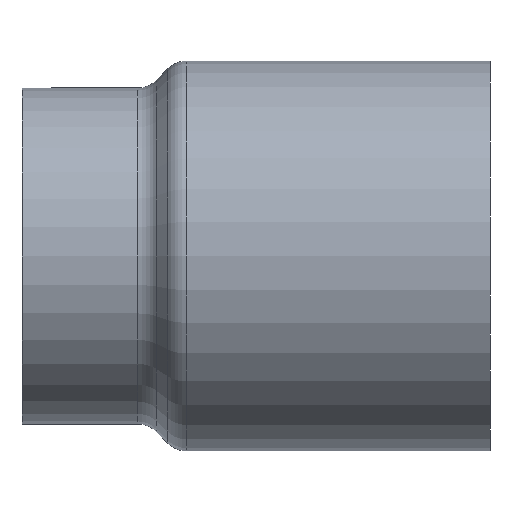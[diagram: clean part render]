
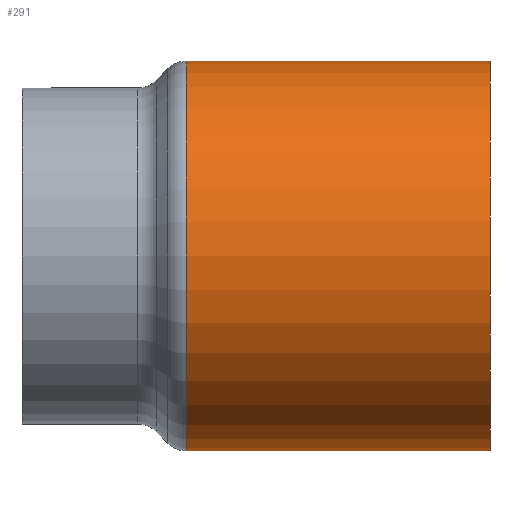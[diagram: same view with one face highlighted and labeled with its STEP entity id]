
A CAD part, left-side view. The second image highlights one B-rep face of the part: STEP entity #291.
In plain terms, the highlighted cylindrical face has radius 16.25 mm (diameter 32.5 mm), a partial arc.
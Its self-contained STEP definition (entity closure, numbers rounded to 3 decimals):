
#199 = VERTEX_POINT ( 'NONE', #412 ) ;
#200 = EDGE_CURVE ( 'NONE', #269, #199, #411, .T. ) ;
#206 = EDGE_CURVE ( 'NONE', #244, #214, #392, .T. ) ;
#214 = VERTEX_POINT ( 'NONE', #662 ) ;
#234 = EDGE_CURVE ( 'NONE', #269, #244, #661, .T. ) ;
#235 = ORIENTED_EDGE ( 'NONE', *, *, #200, .F. ) ;
#236 = ORIENTED_EDGE ( 'NONE', *, *, #237, .F. ) ;
#237 = EDGE_CURVE ( 'NONE', #199, #214, #656, .T. ) ;
#244 = VERTEX_POINT ( 'NONE', #652 ) ;
#269 = VERTEX_POINT ( 'NONE', #750 ) ;
#273 = ORIENTED_EDGE ( 'NONE', *, *, #234, .T. ) ;
#283 = ORIENTED_EDGE ( 'NONE', *, *, #206, .T. ) ;
#290 = EDGE_LOOP ( 'NONE', ( #235, #273, #283, #236 ) ) ;
#291 = ADVANCED_FACE ( 'NONE', ( #338 ), #340, .T. ) ;
#323 = DIRECTION ( 'NONE',  ( 0., -1., 0. ) ) ;
#324 = DIRECTION ( 'NONE',  ( 0., 0., -1. ) ) ;
#330 = CARTESIAN_POINT ( 'NONE',  ( 0., 0., 0. ) ) ;
#331 = AXIS2_PLACEMENT_3D ( 'NONE', #330, #323, #324 ) ;
#338 = FACE_OUTER_BOUND ( 'NONE', #290, .T. ) ;
#340 = CYLINDRICAL_SURFACE ( 'NONE', #331, 16.25 ) ;
#389 = DIRECTION ( 'NONE',  ( 0., -1., 0. ) ) ;
#390 = VECTOR ( 'NONE', #389, 1000. ) ;
#391 = CARTESIAN_POINT ( 'NONE',  ( 0., 0., -16.25 ) ) ;
#392 = LINE ( 'NONE', #391, #390 ) ;
#408 = DIRECTION ( 'NONE',  ( 0., -1., 0. ) ) ;
#409 = VECTOR ( 'NONE', #408, 1000. ) ;
#410 = CARTESIAN_POINT ( 'NONE',  ( 0., 0., 16.25 ) ) ;
#411 = LINE ( 'NONE', #410, #409 ) ;
#412 = CARTESIAN_POINT ( 'NONE',  ( 0., 0., 16.25 ) ) ;
#652 = CARTESIAN_POINT ( 'NONE',  ( 0., 25.303, -16.25 ) ) ;
#656 = CIRCLE ( 'NONE', #681, 16.25 ) ;
#657 = DIRECTION ( 'NONE',  ( 0., 0., 1. ) ) ;
#658 = DIRECTION ( 'NONE',  ( 0., -1., 0. ) ) ;
#659 = CARTESIAN_POINT ( 'NONE',  ( 0., 25.303, 0. ) ) ;
#660 = AXIS2_PLACEMENT_3D ( 'NONE', #659, #658, #657 ) ;
#661 = CIRCLE ( 'NONE', #660, 16.25 ) ;
#662 = CARTESIAN_POINT ( 'NONE',  ( 0., 0., -16.25 ) ) ;
#678 = DIRECTION ( 'NONE',  ( 0., 0., -1. ) ) ;
#679 = DIRECTION ( 'NONE',  ( 0., -1., 0. ) ) ;
#680 = CARTESIAN_POINT ( 'NONE',  ( 0., 0., 0. ) ) ;
#681 = AXIS2_PLACEMENT_3D ( 'NONE', #680, #679, #678 ) ;
#750 = CARTESIAN_POINT ( 'NONE',  ( 0., 25.303, 16.25 ) ) ;
